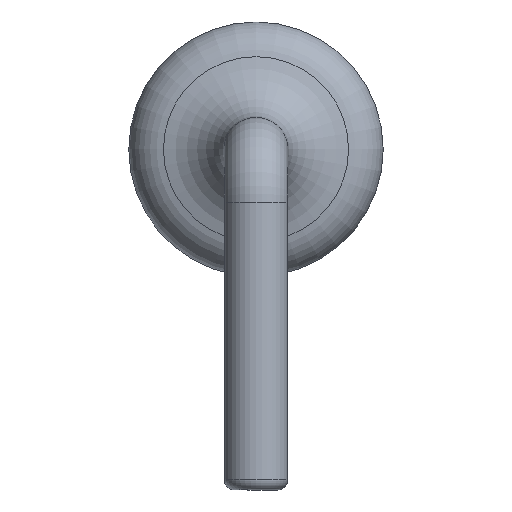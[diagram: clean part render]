
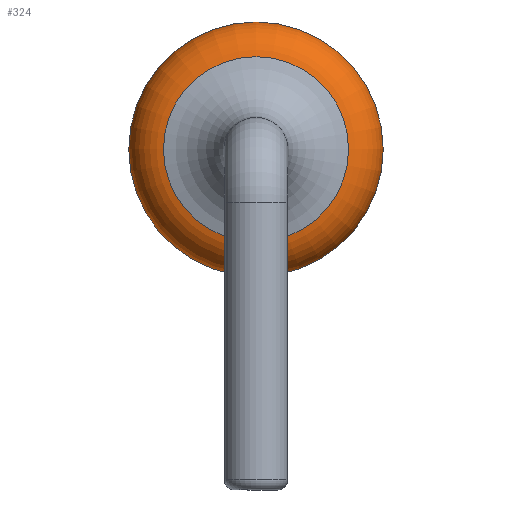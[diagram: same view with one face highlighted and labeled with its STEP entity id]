
A CAD part, left-side view. The second image highlights one B-rep face of the part: STEP entity #324.
In plain terms, the highlighted toroidal (fillet/blend) face has major radius 0.8 mm and minor radius 0.4 mm.
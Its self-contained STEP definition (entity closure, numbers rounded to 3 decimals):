
#30=FACE_BOUND('',#84,.T.);
#55=FACE_OUTER_BOUND('',#83,.T.);
#83=EDGE_LOOP('',(#225));
#84=EDGE_LOOP('',(#226));
#135=CIRCLE('',#374,0.873);
#136=CIRCLE('',#375,1.2);
#165=VERTEX_POINT('',#550);
#166=VERTEX_POINT('',#552);
#195=EDGE_CURVE('',#165,#165,#135,.T.);
#196=EDGE_CURVE('',#166,#166,#136,.T.);
#225=ORIENTED_EDGE('',*,*,#195,.T.);
#226=ORIENTED_EDGE('',*,*,#196,.F.);
#284=TOROIDAL_SURFACE('',#373,0.8,0.4);
#324=ADVANCED_FACE('',(#55,#30),#284,.T.);
#373=AXIS2_PLACEMENT_3D('',#549,#435,#436);
#374=AXIS2_PLACEMENT_3D('',#551,#437,#438);
#375=AXIS2_PLACEMENT_3D('',#553,#439,#440);
#435=DIRECTION('center_axis',(1.,0.,0.));
#436=DIRECTION('ref_axis',(0.,0.,-1.));
#437=DIRECTION('center_axis',(1.,0.,0.));
#438=DIRECTION('ref_axis',(0.,0.,-1.));
#439=DIRECTION('center_axis',(1.,0.,0.));
#440=DIRECTION('ref_axis',(0.,0.,-1.));
#549=CARTESIAN_POINT('Origin',(-2.9,0.,1.213));
#550=CARTESIAN_POINT('',(-3.293,0.,2.086));
#551=CARTESIAN_POINT('Origin',(-3.293,0.,1.213));
#552=CARTESIAN_POINT('',(-2.9,0.,2.413));
#553=CARTESIAN_POINT('Origin',(-2.9,0.,1.213));
